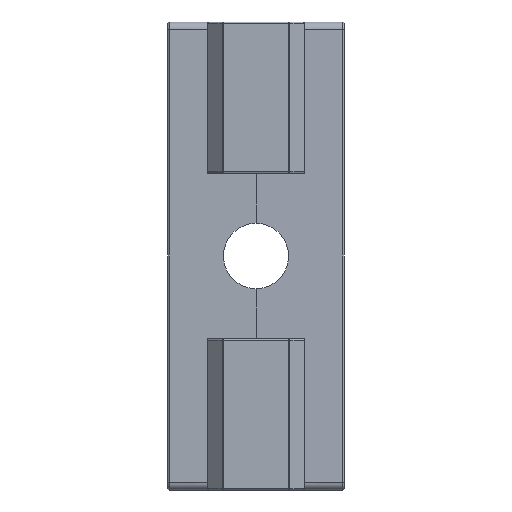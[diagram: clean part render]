
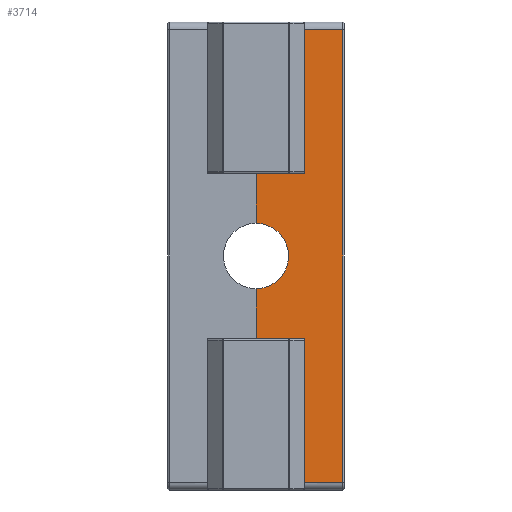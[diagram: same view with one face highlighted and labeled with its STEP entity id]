
A CAD part, front view. The second image highlights one B-rep face of the part: STEP entity #3714.
In plain terms, the highlighted planar face has unit normal (0.009, -1, 0).
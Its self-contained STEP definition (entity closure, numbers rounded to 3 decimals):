
#248 = CARTESIAN_POINT ( 'NONE',  ( -1.454, -1.11, 10.5 ) ) ;
#327 = CARTESIAN_POINT ( 'NONE',  ( 3.852, -1.064, -10.5 ) ) ;
#349 = ORIENTED_EDGE ( 'NONE', *, *, #3369, .F. ) ;
#353 = ORIENTED_EDGE ( 'NONE', *, *, #5899, .F. ) ;
#369 = VERTEX_POINT ( 'NONE', #7734 ) ;
#519 = VERTEX_POINT ( 'NONE', #1613 ) ;
#597 = LINE ( 'NONE', #9189, #11103 ) ;
#607 = CARTESIAN_POINT ( 'NONE',  ( 0., -1.098, 4.15 ) ) ;
#740 = CARTESIAN_POINT ( 'NONE',  ( 3.987, -1.063, -10.527 ) ) ;
#1003 = VERTEX_POINT ( 'NONE', #8418 ) ;
#1039 = CARTESIAN_POINT ( 'NONE',  ( 4.198, -1.061, 10.7 ) ) ;
#1273 = DIRECTION ( 'NONE',  ( 1., 0.009, 0. ) ) ;
#1305 = VERTEX_POINT ( 'NONE', #7194 ) ;
#1450 = VECTOR ( 'NONE', #11969, 1000. ) ;
#1511 = VERTEX_POINT ( 'NONE', #9131 ) ;
#1613 = CARTESIAN_POINT ( 'NONE',  ( 0., -1.098, -10.5 ) ) ;
#1714 = ORIENTED_EDGE ( 'NONE', *, *, #6380, .F. ) ;
#1770 = CARTESIAN_POINT ( 'NONE',  ( 3.852, -1.064, -10.5 ) ) ;
#1867 = VECTOR ( 'NONE', #9574, 1000. ) ;
#1929 = CARTESIAN_POINT ( 'NONE',  ( 3.852, -1.064, 10.5 ) ) ;
#2068 = CARTESIAN_POINT ( 'NONE',  ( 0., -1.098, -29.75 ) ) ;
#2092 = LINE ( 'NONE', #3218, #9866 ) ;
#2113 = CARTESIAN_POINT ( 'NONE',  ( 11.2, -1., -28.75 ) ) ;
#2247 = CARTESIAN_POINT ( 'NONE',  ( 0., -1.098, 10.5 ) ) ;
#2453 = LINE ( 'NONE', #2068, #12936 ) ;
#2479 = CARTESIAN_POINT ( 'NONE',  ( 4.198, -1.061, 28.75 ) ) ;
#2497 = ORIENTED_EDGE ( 'NONE', *, *, #3871, .F. ) ;
#2584 = VECTOR ( 'NONE', #1273, 1000. ) ;
#2795 = ORIENTED_EDGE ( 'NONE', *, *, #7704, .F. ) ;
#2863 = ORIENTED_EDGE ( 'NONE', *, *, #9222, .F. ) ;
#2963 = CARTESIAN_POINT ( 'NONE',  ( 3.921, -1.064, 10.5 ) ) ;
#3114 = DIRECTION ( 'NONE',  ( 1., 0.009, 0. ) ) ;
#3133 = DIRECTION ( 'NONE',  ( 0., 0., 1. ) ) ;
#3218 = CARTESIAN_POINT ( 'NONE',  ( 4.198, -1.061, 28.75 ) ) ;
#3369 = EDGE_CURVE ( 'NONE', #12246, #1511, #8068, .T. ) ;
#3469 = AXIS2_PLACEMENT_3D ( 'NONE', #10365, #12415, #6301 ) ;
#3539 = CARTESIAN_POINT ( 'NONE',  ( 11.2, -1., 28.75 ) ) ;
#3634 = EDGE_CURVE ( 'NONE', #519, #12246, #2453, .T. ) ;
#3658 = CARTESIAN_POINT ( 'NONE',  ( 8.3, -1.025, -4.15 ) ) ;
#3714 = ADVANCED_FACE ( 'NONE', ( #6872 ), #7288, .T. ) ;
#3763 = VECTOR ( 'NONE', #7168, 1000. ) ;
#3871 = EDGE_CURVE ( 'NONE', #11968, #5596, #11084, .T. ) ;
#3884 = CARTESIAN_POINT ( 'NONE',  ( 3.852, -1.064, 10.5 ) ) ;
#4011 = ORIENTED_EDGE ( 'NONE', *, *, #9645, .F. ) ;
#4096 = LINE ( 'NONE', #2113, #3763 ) ;
#4141 = VECTOR ( 'NONE', #12401, 1000. ) ;
#4172 = LINE ( 'NONE', #8904, #1450 ) ;
#4502 = VERTEX_POINT ( 'NONE', #2247 ) ;
#4569 = LINE ( 'NONE', #2479, #1867 ) ;
#5052 = EDGE_CURVE ( 'NONE', #519, #5596, #597, .T. ) ;
#5429 = VERTEX_POINT ( 'NONE', #1039 ) ;
#5490 = VECTOR ( 'NONE', #6268, 1000. ) ;
#5596 = VERTEX_POINT ( 'NONE', #327 ) ;
#5899 = EDGE_CURVE ( 'NONE', #1003, #11968, #2092, .T. ) ;
#5997 = CARTESIAN_POINT ( 'NONE',  ( 4.101, -1.062, 10.603 ) ) ;
#6232 = EDGE_CURVE ( 'NONE', #11333, #1305, #4172, .T. ) ;
#6268 = DIRECTION ( 'NONE',  ( 0., 0., 1. ) ) ;
#6301 = DIRECTION ( 'NONE',  ( -1., -0.009, 0. ) ) ;
#6380 = EDGE_CURVE ( 'NONE', #4502, #9902, #8286, .T. ) ;
#6410 = CARTESIAN_POINT ( 'NONE',  ( 11.002, -1.002, 28.75 ) ) ;
#6645 = CARTESIAN_POINT ( 'NONE',  ( 0., -1.098, -4.15 ) ) ;
#6694 = CARTESIAN_POINT ( 'NONE',  ( 8.3, -1.025, 4.15 ) ) ;
#6828 = CARTESIAN_POINT ( 'NONE',  ( 4.198, -1.061, -10.7 ) ) ;
#6872 = FACE_OUTER_BOUND ( 'NONE', #8293, .T. ) ;
#7022 = CARTESIAN_POINT ( 'NONE',  ( 4.198, -1.061, 10.7 ) ) ;
#7163 = CARTESIAN_POINT ( 'NONE',  ( 0., -1.098, -4.15 ) ) ;
#7168 = DIRECTION ( 'NONE',  ( -1., -0.009, 0. ) ) ;
#7194 = CARTESIAN_POINT ( 'NONE',  ( 11.002, -1.002, -28.75 ) ) ;
#7264 = EDGE_CURVE ( 'NONE', #9902, #5429, #7490, .T. ) ;
#7288 = PLANE ( 'NONE',  #3469 ) ;
#7490 = B_SPLINE_CURVE_WITH_KNOTS ( 'NONE', 3,
 ( #1929, #2963, #12100, #5997, #13131, #7022 ),
 .UNSPECIFIED., .F., .F.,
 ( 4, 2, 4 ),
 ( 0., 0., 0. ),
 .UNSPECIFIED. ) ;
#7704 = EDGE_CURVE ( 'NONE', #369, #11333, #11905, .T. ) ;
#7734 = CARTESIAN_POINT ( 'NONE',  ( 4.198, -1.061, 28.75 ) ) ;
#7855 = CARTESIAN_POINT ( 'NONE',  ( 3.921, -1.064, -10.5 ) ) ;
#8068 =( BOUNDED_CURVE ( )  B_SPLINE_CURVE ( 3, ( #6645, #3658, #6694, #607 ),
 .UNSPECIFIED., .F., .T. ) 
 B_SPLINE_CURVE_WITH_KNOTS ( ( 4, 4 ),
 ( 4.712, 7.854 ),
 .UNSPECIFIED. ) 
 CURVE ( )  GEOMETRIC_REPRESENTATION_ITEM ( )  RATIONAL_B_SPLINE_CURVE ( ( 1., 0.333, 0.333, 1. ) ) 
 REPRESENTATION_ITEM ( '' )  );
#8218 = LINE ( 'NONE', #12369, #5490 ) ;
#8255 = DIRECTION ( 'NONE',  ( 0., 0., 1. ) ) ;
#8286 = LINE ( 'NONE', #248, #2584 ) ;
#8293 = EDGE_LOOP ( 'NONE', ( #8549, #9133, #2497, #353, #11549, #11978, #2795, #2863, #11763, #1714, #4011, #349 ) ) ;
#8418 = CARTESIAN_POINT ( 'NONE',  ( 4.198, -1.061, -28.75 ) ) ;
#8549 = ORIENTED_EDGE ( 'NONE', *, *, #3634, .F. ) ;
#8824 = CARTESIAN_POINT ( 'NONE',  ( 4.15, -1.062, -10.652 ) ) ;
#8904 = CARTESIAN_POINT ( 'NONE',  ( 11.002, -1.002, -29.75 ) ) ;
#9131 = CARTESIAN_POINT ( 'NONE',  ( 0., -1.098, 4.15 ) ) ;
#9133 = ORIENTED_EDGE ( 'NONE', *, *, #5052, .T. ) ;
#9189 = CARTESIAN_POINT ( 'NONE',  ( -1.454, -1.11, -10.5 ) ) ;
#9222 = EDGE_CURVE ( 'NONE', #5429, #369, #4569, .T. ) ;
#9574 = DIRECTION ( 'NONE',  ( 0., 0., 1. ) ) ;
#9645 = EDGE_CURVE ( 'NONE', #1511, #4502, #8218, .T. ) ;
#9866 = VECTOR ( 'NONE', #8255, 1000. ) ;
#9902 = VERTEX_POINT ( 'NONE', #3884 ) ;
#9996 = EDGE_CURVE ( 'NONE', #1305, #1003, #4096, .T. ) ;
#10365 = CARTESIAN_POINT ( 'NONE',  ( 11.2, -1., -29.75 ) ) ;
#10870 = CARTESIAN_POINT ( 'NONE',  ( 4.101, -1.062, -10.603 ) ) ;
#11084 = B_SPLINE_CURVE_WITH_KNOTS ( 'NONE', 3,
 ( #6828, #8824, #10870, #740, #7855, #1770 ),
 .UNSPECIFIED., .F., .F.,
 ( 4, 2, 4 ),
 ( 0., 0., 0. ),
 .UNSPECIFIED. ) ;
#11103 = VECTOR ( 'NONE', #3114, 1000. ) ;
#11333 = VERTEX_POINT ( 'NONE', #6410 ) ;
#11549 = ORIENTED_EDGE ( 'NONE', *, *, #9996, .F. ) ;
#11745 = CARTESIAN_POINT ( 'NONE',  ( 4.198, -1.061, -10.7 ) ) ;
#11763 = ORIENTED_EDGE ( 'NONE', *, *, #7264, .F. ) ;
#11905 = LINE ( 'NONE', #3539, #4141 ) ;
#11968 = VERTEX_POINT ( 'NONE', #11745 ) ;
#11969 = DIRECTION ( 'NONE',  ( 0., 0., -1. ) ) ;
#11978 = ORIENTED_EDGE ( 'NONE', *, *, #6232, .F. ) ;
#12100 = CARTESIAN_POINT ( 'NONE',  ( 3.987, -1.063, 10.527 ) ) ;
#12246 = VERTEX_POINT ( 'NONE', #7163 ) ;
#12369 = CARTESIAN_POINT ( 'NONE',  ( 0., -1.098, -29.75 ) ) ;
#12401 = DIRECTION ( 'NONE',  ( 1., 0.009, 0. ) ) ;
#12415 = DIRECTION ( 'NONE',  ( 0.009, -1., 0. ) ) ;
#12936 = VECTOR ( 'NONE', #3133, 1000. ) ;
#13131 = CARTESIAN_POINT ( 'NONE',  ( 4.15, -1.062, 10.652 ) ) ;
